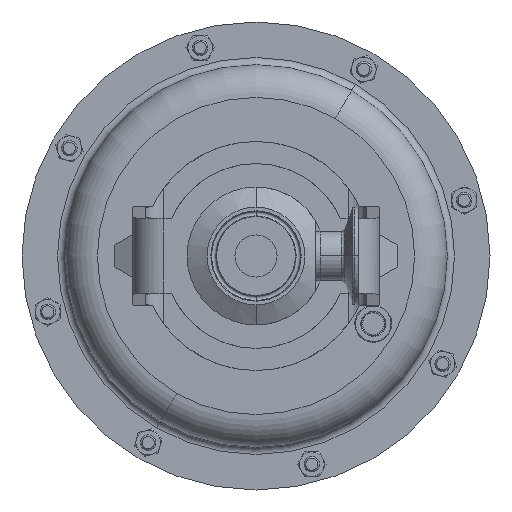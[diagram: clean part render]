
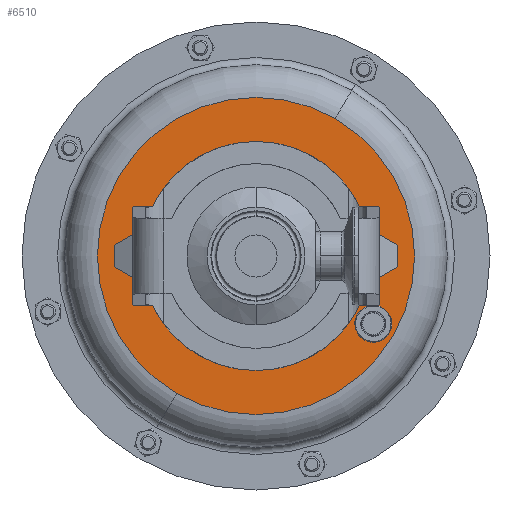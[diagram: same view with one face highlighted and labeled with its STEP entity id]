
A CAD part, front view. The second image highlights one B-rep face of the part: STEP entity #6510.
In plain terms, the highlighted planar face has unit normal (0, -1, 0).
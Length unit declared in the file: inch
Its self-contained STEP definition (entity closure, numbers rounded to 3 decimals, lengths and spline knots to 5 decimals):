
#49 = VERTEX_POINT ( 'NONE', #15663 ) ;
#782 = EDGE_LOOP ( 'NONE', ( #13073, #7523 ) ) ;
#1225 = DIRECTION ( 'NONE',  ( 0., -1., 0. ) ) ;
#1639 = DIRECTION ( 'NONE',  ( -0.5, 0., -0.866 ) ) ;
#1919 = EDGE_CURVE ( 'NONE', #13633, #10997, #3690, .T. ) ;
#2258 = CARTESIAN_POINT ( 'NONE',  ( 2.1546, 7.295, -1.06046 ) ) ;
#2944 = FACE_BOUND ( 'NONE', #9209, .T. ) ;
#3690 = CIRCLE ( 'NONE', #18720, 3.219 ) ;
#4019 = ORIENTED_EDGE ( 'NONE', *, *, #14759, .T. ) ;
#4195 = CARTESIAN_POINT ( 'NONE',  ( 2.325, 7.295, 0.61305 ) ) ;
#4306 = DIRECTION ( 'NONE',  ( 0.5, 0., 0.866 ) ) ;
#4417 = FACE_OUTER_BOUND ( 'NONE', #782, .T. ) ;
#4777 = DIRECTION ( 'NONE',  ( 1., 0., 0. ) ) ;
#4841 = AXIS2_PLACEMENT_3D ( 'NONE', #18541, #19854, #12050 ) ;
#4935 = AXIS2_PLACEMENT_3D ( 'NONE', #5412, #6914, #19568 ) ;
#5163 = CIRCLE ( 'NONE', #4935, 0.375 ) ;
#5412 = CARTESIAN_POINT ( 'NONE',  ( 2.38157, 7.295, -0.76195 ) ) ;
#6075 = EDGE_CURVE ( 'NONE', #10997, #13633, #11322, .T. ) ;
#6215 = PLANE ( 'NONE',  #6950 ) ;
#6264 = EDGE_CURVE ( 'NONE', #8430, #49, #19946, .T. ) ;
#6410 = AXIS2_PLACEMENT_3D ( 'NONE', #11715, #14890, #13315 ) ;
#6510 = ADVANCED_FACE ( 'NONE', ( #20178, #4417, #2944 ), #6215, .T. ) ;
#6914 = DIRECTION ( 'NONE',  ( 0., 1., 0. ) ) ;
#6950 = AXIS2_PLACEMENT_3D ( 'NONE', #20100, #1225, #1639 ) ;
#7523 = ORIENTED_EDGE ( 'NONE', *, *, #6075, .F. ) ;
#8430 = VERTEX_POINT ( 'NONE', #4195 ) ;
#8467 = EDGE_LOOP ( 'NONE', ( #18520, #12323 ) ) ;
#8855 = DIRECTION ( 'NONE',  ( 0., 1., 0. ) ) ;
#9209 = EDGE_LOOP ( 'NONE', ( #4019, #14371 ) ) ;
#9321 = CARTESIAN_POINT ( 'NONE',  ( 2.60854, 7.295, -0.46343 ) ) ;
#9404 = VERTEX_POINT ( 'NONE', #2258 ) ;
#9767 = CIRCLE ( 'NONE', #6410, 2.325 ) ;
#10725 = CARTESIAN_POINT ( 'NONE',  ( 1.6095, 7.295, 3.40079 ) ) ;
#10997 = VERTEX_POINT ( 'NONE', #13106 ) ;
#11322 = CIRCLE ( 'NONE', #4841, 3.219 ) ;
#11715 = CARTESIAN_POINT ( 'NONE',  ( 0., 7.295, 0.61305 ) ) ;
#12050 = DIRECTION ( 'NONE',  ( 0.5, 0., 0.866 ) ) ;
#12156 = AXIS2_PLACEMENT_3D ( 'NONE', #17037, #12321, #20253 ) ;
#12203 = CARTESIAN_POINT ( 'NONE',  ( 0., 7.295, 0.61305 ) ) ;
#12321 = DIRECTION ( 'NONE',  ( 0., 1., 0. ) ) ;
#12323 = ORIENTED_EDGE ( 'NONE', *, *, #17455, .T. ) ;
#12532 = CARTESIAN_POINT ( 'NONE',  ( 0., 7.295, 0.61305 ) ) ;
#13073 = ORIENTED_EDGE ( 'NONE', *, *, #1919, .F. ) ;
#13106 = CARTESIAN_POINT ( 'NONE',  ( -1.6095, 7.295, -2.17468 ) ) ;
#13315 = DIRECTION ( 'NONE',  ( 1., 0., 0. ) ) ;
#13633 = VERTEX_POINT ( 'NONE', #10725 ) ;
#14130 = DIRECTION ( 'NONE',  ( 0., 1., 0. ) ) ;
#14371 = ORIENTED_EDGE ( 'NONE', *, *, #16595, .T. ) ;
#14607 = AXIS2_PLACEMENT_3D ( 'NONE', #12532, #14130, #4777 ) ;
#14617 = VERTEX_POINT ( 'NONE', #9321 ) ;
#14759 = EDGE_CURVE ( 'NONE', #14617, #9404, #5163, .T. ) ;
#14890 = DIRECTION ( 'NONE',  ( 0., 1., 0. ) ) ;
#15663 = CARTESIAN_POINT ( 'NONE',  ( -2.325, 7.295, 0.61305 ) ) ;
#15926 = CIRCLE ( 'NONE', #12156, 0.375 ) ;
#16595 = EDGE_CURVE ( 'NONE', #9404, #14617, #15926, .T. ) ;
#17037 = CARTESIAN_POINT ( 'NONE',  ( 2.38157, 7.295, -0.76195 ) ) ;
#17455 = EDGE_CURVE ( 'NONE', #49, #8430, #9767, .T. ) ;
#18520 = ORIENTED_EDGE ( 'NONE', *, *, #6264, .T. ) ;
#18541 = CARTESIAN_POINT ( 'NONE',  ( 0., 7.295, 0.61305 ) ) ;
#18720 = AXIS2_PLACEMENT_3D ( 'NONE', #12203, #8855, #4306 ) ;
#19568 = DIRECTION ( 'NONE',  ( 0.605, 0., 0.796 ) ) ;
#19854 = DIRECTION ( 'NONE',  ( 0., 1., 0. ) ) ;
#19946 = CIRCLE ( 'NONE', #14607, 2.325 ) ;
#20100 = CARTESIAN_POINT ( 'NONE',  ( 2.78774, 7.295, -0.99645 ) ) ;
#20178 = FACE_BOUND ( 'NONE', #8467, .T. ) ;
#20253 = DIRECTION ( 'NONE',  ( 0.605, 0., 0.796 ) ) ;
